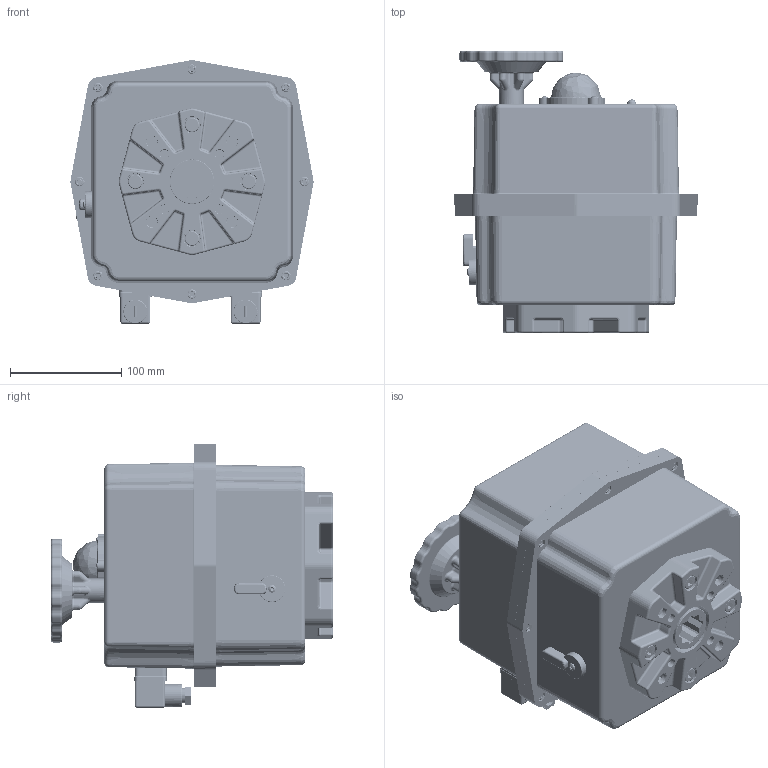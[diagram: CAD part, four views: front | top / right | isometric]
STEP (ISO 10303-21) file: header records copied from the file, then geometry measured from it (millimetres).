
FILE_DESCRIPTION (( 'STEP AP214' ), '1' );
FILE_NAME ('J+J J3C & J4C 140+300 2307.STEP', '2023-07-05T12:15:34', ( '' ), ( '' ), 'SwSTEP 2.0', 'SolidWorks 2019', '' );
FILE_SCHEMA (( 'AUTOMOTIVE_DESIGN' ));
Length unit declared in the file: millimetre
Products named in the file (1): J+J  J3C & J4C 140+300 2307
Bounding box: 218.37 x 253.5 x 236.88 mm (x, y, z)
Volume: 1142692.3 mm3; surface area: 559610.2 mm2
Topology: 51 solids, 51 shells, 3500 faces, 8838 edges, 5544 vertices
Faces by surface type: plane 1295, cylinder 911, bspline 551, torus 384, cone 298, sphere 61
Full cylindrical faces by diameter (mm): 1.5 x8, 2.36 x3, 2.5 x4, 2.6 x4, 3 x13, 3.072 x3, 3.25 x12, 3.5 x4, 3.6 x4, 4 x3, 4.134 x40, 4.2 x1, 4.5 x1, 4.6 x1, 5 x20, 5.5 x8, 5.7 x3, 6 x4, 6.4 x8, 6.5 x2, 7 x4, 8 x58, 8.2 x8, 8.7 x8, 9 x1, 9.75 x1, 10 x3, 10.2 x4, 10.5 x2, 11 x8
Entity records: 166241 total; most frequent: CARTESIAN_POINT 51187, DIRECTION 15237, ORIENTED_EDGE 15138, EDGE_CURVE 7569, AXIS2_PLACEMENT_3D 5780, VERTEX_POINT 5065, EDGE_LOOP 4588, FACE_OUTER_BOUND 3928
